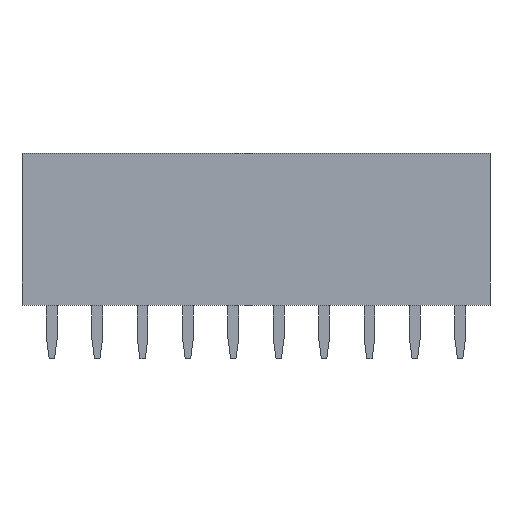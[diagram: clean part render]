
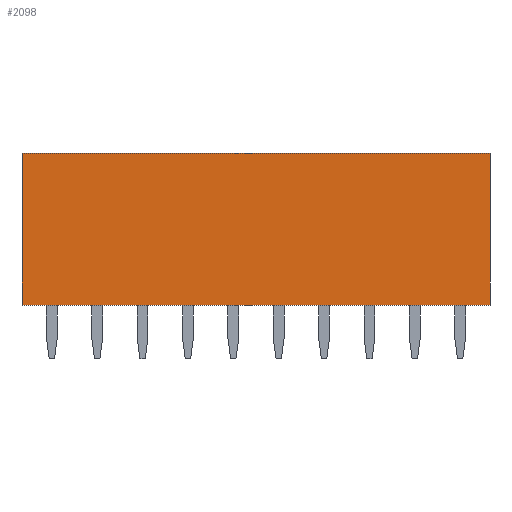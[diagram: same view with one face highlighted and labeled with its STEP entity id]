
A CAD part, front view. The second image highlights one B-rep face of the part: STEP entity #2098.
In plain terms, the highlighted planar face has unit normal (0, -1, 0).
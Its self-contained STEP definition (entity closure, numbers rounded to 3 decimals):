
#2098=ADVANCED_FACE('',(#3794),#3796,.T.);
#3794=FACE_BOUND('',#3795,.T.);
#3795=EDGE_LOOP('',(#5194,#5195,#5196,#5197));
#3796=PLANE('',#3797);
#3797=AXIS2_PLACEMENT_3D('',#3798,#3799,#3800);
#3798=CARTESIAN_POINT('',(24.53,-1.27,0.));
#3799=DIRECTION('',(0.,-1.,0.));
#3800=DIRECTION('',(0.,0.,1.));
#5194=ORIENTED_EDGE('',*,*,#5909,.T.);
#5195=ORIENTED_EDGE('',*,*,#5966,.T.);
#5196=ORIENTED_EDGE('',*,*,#5935,.F.);
#5197=ORIENTED_EDGE('',*,*,#5940,.F.);
#5909=EDGE_CURVE('',#6918,#6916,#6919,.T.);
#5935=EDGE_CURVE('',#6960,#6962,#6963,.T.);
#5940=EDGE_CURVE('',#6918,#6960,#6970,.T.);
#5966=EDGE_CURVE('',#6916,#6962,#6998,.T.);
#6916=VERTEX_POINT('',#9026);
#6918=VERTEX_POINT('',#9030);
#6919=LINE('',#9031,#9032);
#6960=VERTEX_POINT('',#9122);
#6962=VERTEX_POINT('',#9126);
#6963=LINE('',#9127,#9128);
#6970=LINE('',#9144,#9145);
#6998=LINE('',#9224,#9225);
#9026=CARTESIAN_POINT('',(24.53,-1.27,8.5));
#9030=CARTESIAN_POINT('',(24.53,-1.27,0.));
#9031=CARTESIAN_POINT('',(24.53,-1.27,0.));
#9032=VECTOR('',#9033,1.);
#9033=DIRECTION('',(0.,0.,1.));
#9122=CARTESIAN_POINT('',(-1.67,-1.27,0.));
#9126=CARTESIAN_POINT('',(-1.67,-1.27,8.5));
#9127=CARTESIAN_POINT('',(-1.67,-1.27,0.));
#9128=VECTOR('',#9129,1.);
#9129=DIRECTION('',(0.,0.,1.));
#9144=CARTESIAN_POINT('',(24.53,-1.27,0.));
#9145=VECTOR('',#9146,1.);
#9146=DIRECTION('',(-1.,0.,0.));
#9224=CARTESIAN_POINT('',(24.53,-1.27,8.5));
#9225=VECTOR('',#9226,1.);
#9226=DIRECTION('',(-1.,0.,0.));
